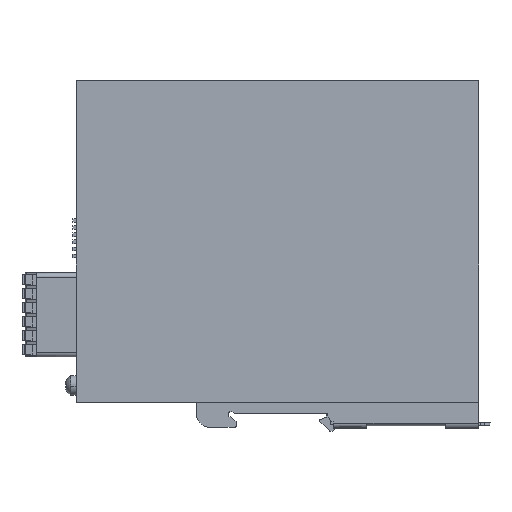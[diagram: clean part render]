
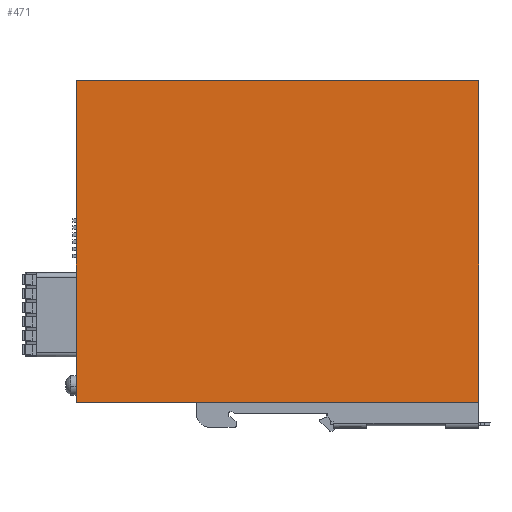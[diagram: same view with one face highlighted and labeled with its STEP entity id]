
A CAD part, left-side view. The second image highlights one B-rep face of the part: STEP entity #471.
In plain terms, the highlighted planar face has unit normal (-1, 0, 0).
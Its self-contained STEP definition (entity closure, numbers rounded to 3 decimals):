
#453=AXIS2_PLACEMENT_3D('Plane Axis2P3D',#450,#451,#452) ;
#184=CARTESIAN_POINT('Line Origine',(0.,76.,10.4)) ;
#188=CARTESIAN_POINT('Vertex',(0.,4.,10.4)) ;
#190=CARTESIAN_POINT('Vertex',(0.,148.,10.4)) ;
#357=CARTESIAN_POINT('Line Origine',(0.,76.,125.4)) ;
#361=CARTESIAN_POINT('Vertex',(0.,148.,125.4)) ;
#363=CARTESIAN_POINT('Vertex',(0.,4.,125.4)) ;
#450=CARTESIAN_POINT('Axis2P3D Location',(0.,148.,10.4)) ;
#455=CARTESIAN_POINT('Line Origine',(0.,4.,67.9)) ;
#460=CARTESIAN_POINT('Line Origine',(0.,148.,67.9)) ;
#185=DIRECTION('Vector Direction',(0.,-1.,0.)) ;
#358=DIRECTION('Vector Direction',(0.,-1.,0.)) ;
#451=DIRECTION('Axis2P3D Direction',(-1.,0.,0.)) ;
#452=DIRECTION('Axis2P3D XDirection',(0.,-1.,0.)) ;
#456=DIRECTION('Vector Direction',(0.,0.,1.)) ;
#461=DIRECTION('Vector Direction',(0.,0.,1.)) ;
#186=VECTOR('Line Direction',#185,1.) ;
#359=VECTOR('Line Direction',#358,1.) ;
#457=VECTOR('Line Direction',#456,1.) ;
#462=VECTOR('Line Direction',#461,1.) ;
#466=ORIENTED_EDGE('',*,*,#459,.F.) ;
#467=ORIENTED_EDGE('',*,*,#365,.F.) ;
#468=ORIENTED_EDGE('',*,*,#464,.F.) ;
#469=ORIENTED_EDGE('',*,*,#192,.F.) ;
#471=ADVANCED_FACE('SWITCH',(#470),#454,.T.) ;
#192=EDGE_CURVE('',#189,#191,#187,.F.) ;
#365=EDGE_CURVE('',#362,#364,#360,.T.) ;
#459=EDGE_CURVE('',#364,#189,#458,.F.) ;
#464=EDGE_CURVE('',#191,#362,#463,.T.) ;
#465=EDGE_LOOP('',(#466,#467,#468,#469)) ;
#470=FACE_OUTER_BOUND('',#465,.T.) ;
#187=LINE('Line',#184,#186) ;
#360=LINE('Line',#357,#359) ;
#458=LINE('Line',#455,#457) ;
#463=LINE('Line',#460,#462) ;
#454=PLANE('',#453) ;
#189=VERTEX_POINT('',#188) ;
#191=VERTEX_POINT('',#190) ;
#362=VERTEX_POINT('',#361) ;
#364=VERTEX_POINT('',#363) ;
